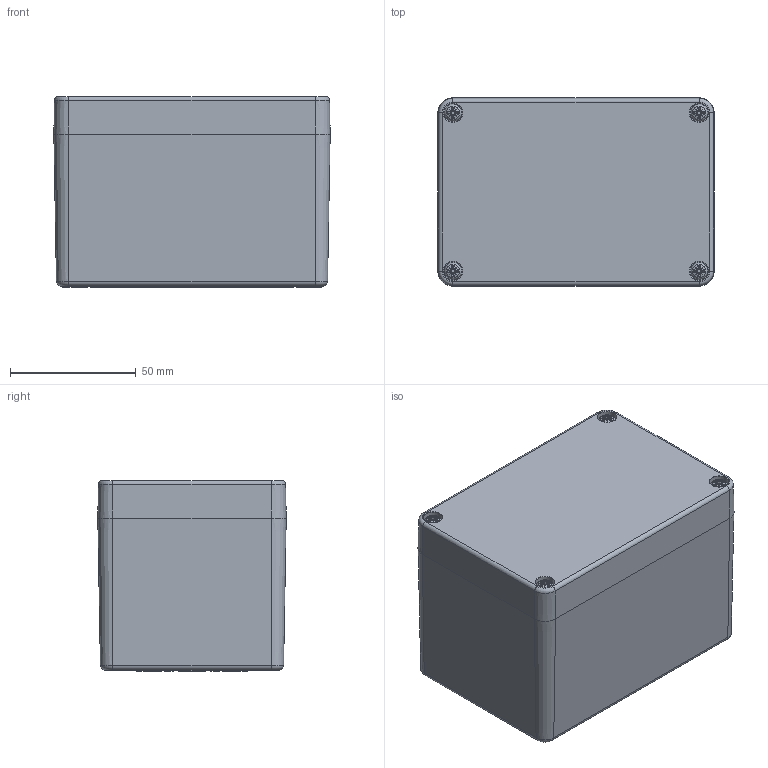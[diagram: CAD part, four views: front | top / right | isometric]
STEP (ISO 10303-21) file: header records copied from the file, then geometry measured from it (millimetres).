
FILE_DESCRIPTION((''),'2;1');
FILE_NAME('3211100450-MBP-Ex-leer_117575_VE.stp','2014-05-16T13:29:18',('robin.rentz'),(''),'Autodesk Inventor 2012','Autodesk Inventor 2012','');
FILE_SCHEMA(('AUTOMOTIVE_DESIGN { 1 0 10303 214 1 1 1 1 }'));
Length unit declared in the file: millimetre
Products named in the file (5): 3211100450-MBP-Ex-leer_117575_VE; 3211100450-UT_117575_VE; 3211100450-OT_117575_VE; 1990000276 Schraube BM4x24_11; xxx-O-Ring-MBP_117575
Assembly tree (7 placements, depth 2):
  3211100450-MBP-Ex-leer_117575_VE
    3211100450-UT_117575_VE
    3211100450-OT_117575_VE
    1990000276 Schraube BM4x24_11  x4
    xxx-O-Ring-MBP_117575
Bounding box: 110 x 75 x 76 mm (x, y, z)
Volume: 208430 mm3; surface area: 95076.6 mm2
Topology: 7 solids, 7 shells, 1371 faces, 3450 edges, 2152 vertices
Faces by surface type: plane 430, bspline 364, cylinder 231, torus 182, cone 128, revolution 28, sphere 8
Full cylindrical faces by diameter (mm): 2.459 x4, 3.242 x6, 3.3 x4, 4 x8, 4.5 x8, 4.9 x4, 6.8 x4, 7.5 x4, 8.5 x4
Entity records: 46526 total; most frequent: CARTESIAN_POINT 20595, ORIENTED_EDGE 5684, DIRECTION 4580, EDGE_CURVE 2842, VERTEX_POINT 1822, AXIS2_PLACEMENT_3D 1593, VECTOR 1366, LINE 1366
